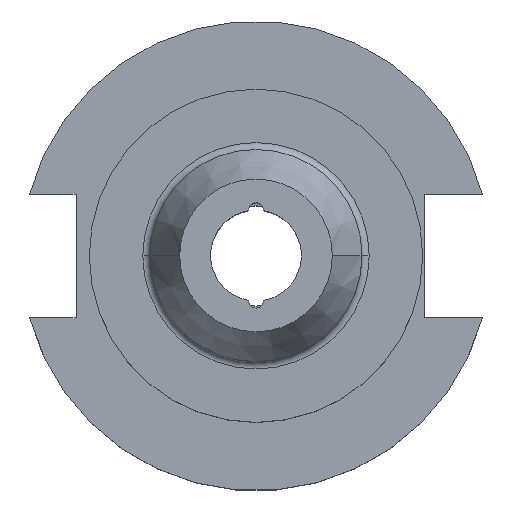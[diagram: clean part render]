
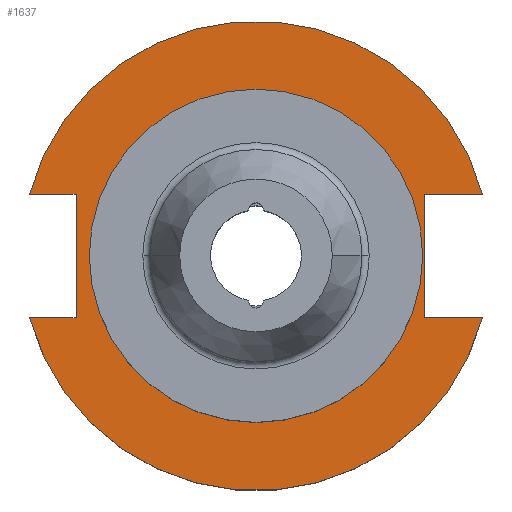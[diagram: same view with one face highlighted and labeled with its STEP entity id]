
A CAD part, top view. The second image highlights one B-rep face of the part: STEP entity #1637.
In plain terms, the highlighted planar face has unit normal (0, 0, 1).
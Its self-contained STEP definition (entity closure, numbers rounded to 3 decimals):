
#12 = DIRECTION ( 'NONE',  ( 1., 0., 0. ) ) ;
#15 = EDGE_CURVE ( 'NONE', #632, #977, #471, .T. ) ;
#55 = LINE ( 'NONE', #1304, #2017 ) ;
#57 = CARTESIAN_POINT ( 'NONE',  ( 35.306, 12.954, 19.05 ) ) ;
#71 = DIRECTION ( 'NONE',  ( 0., -1., 0. ) ) ;
#105 = CARTESIAN_POINT ( 'NONE',  ( -63.719, 12.954, 19.05 ) ) ;
#127 = CIRCLE ( 'NONE', #453, 34.925 ) ;
#129 = CIRCLE ( 'NONE', #838, 49.212 ) ;
#135 = ORIENTED_EDGE ( 'NONE', *, *, #211, .F. ) ;
#137 = CARTESIAN_POINT ( 'NONE',  ( 35.306, -12.954, 19.05 ) ) ;
#210 = AXIS2_PLACEMENT_3D ( 'NONE', #721, #455, #596 ) ;
#211 = EDGE_CURVE ( 'NONE', #1767, #1220, #1118, .T. ) ;
#256 = DIRECTION ( 'NONE',  ( 1., 0., 0. ) ) ;
#295 = CARTESIAN_POINT ( 'NONE',  ( 35.306, 12.954, 19.05 ) ) ;
#327 = DIRECTION ( 'NONE',  ( 0., 0., 1. ) ) ;
#336 = ORIENTED_EDGE ( 'NONE', *, *, #458, .T. ) ;
#363 = ORIENTED_EDGE ( 'NONE', *, *, #535, .F. ) ;
#371 = FACE_OUTER_BOUND ( 'NONE', #601, .T. ) ;
#412 = ORIENTED_EDGE ( 'NONE', *, *, #1824, .T. ) ;
#433 = CARTESIAN_POINT ( 'NONE',  ( 0., 0., 19.05 ) ) ;
#453 = AXIS2_PLACEMENT_3D ( 'NONE', #433, #1386, #256 ) ;
#455 = DIRECTION ( 'NONE',  ( 0., 0., 1. ) ) ;
#458 = EDGE_CURVE ( 'NONE', #2029, #1058, #129, .T. ) ;
#467 = LINE ( 'NONE', #137, #690 ) ;
#471 = LINE ( 'NONE', #105, #1396 ) ;
#474 = DIRECTION ( 'NONE',  ( 0., 0., 1. ) ) ;
#497 = DIRECTION ( 'NONE',  ( 0., 0., 1. ) ) ;
#509 = CARTESIAN_POINT ( 'NONE',  ( 35.306, -12.954, 19.05 ) ) ;
#527 = AXIS2_PLACEMENT_3D ( 'NONE', #1611, #474, #1297 ) ;
#535 = EDGE_CURVE ( 'NONE', #1030, #632, #55, .T. ) ;
#596 = DIRECTION ( 'NONE',  ( 1., 0., 0. ) ) ;
#601 = EDGE_LOOP ( 'NONE', ( #336, #607, #1780, #135, #412, #2067, #363, #714 ) ) ;
#607 = ORIENTED_EDGE ( 'NONE', *, *, #1724, .F. ) ;
#623 = DIRECTION ( 'NONE',  ( 1., 0., 0. ) ) ;
#631 = DIRECTION ( 'NONE',  ( 0., 1., 0. ) ) ;
#632 = VERTEX_POINT ( 'NONE', #1126 ) ;
#638 = VECTOR ( 'NONE', #1883, 1000. ) ;
#652 = CARTESIAN_POINT ( 'NONE',  ( 0., 0., 19.05 ) ) ;
#679 = CARTESIAN_POINT ( 'NONE',  ( -47.477, -12.954, 19.05 ) ) ;
#690 = VECTOR ( 'NONE', #1251, 1000. ) ;
#714 = ORIENTED_EDGE ( 'NONE', *, *, #1182, .F. ) ;
#721 = CARTESIAN_POINT ( 'NONE',  ( 0., 49.212, 19.05 ) ) ;
#838 = AXIS2_PLACEMENT_3D ( 'NONE', #652, #497, #623 ) ;
#840 = CARTESIAN_POINT ( 'NONE',  ( 47.477, -12.954, 19.05 ) ) ;
#871 = CARTESIAN_POINT ( 'NONE',  ( -47.477, 12.954, 19.05 ) ) ;
#878 = VERTEX_POINT ( 'NONE', #1200 ) ;
#907 = VECTOR ( 'NONE', #1277, 1000. ) ;
#961 = CARTESIAN_POINT ( 'NONE',  ( -63.719, -12.954, 19.05 ) ) ;
#977 = VERTEX_POINT ( 'NONE', #871 ) ;
#1006 = EDGE_CURVE ( 'NONE', #1827, #878, #127, .T. ) ;
#1030 = VERTEX_POINT ( 'NONE', #1887 ) ;
#1058 = VERTEX_POINT ( 'NONE', #840 ) ;
#1082 = VERTEX_POINT ( 'NONE', #509 ) ;
#1118 = LINE ( 'NONE', #295, #638 ) ;
#1125 = CARTESIAN_POINT ( 'NONE',  ( 34.925, 0., 19.05 ) ) ;
#1126 = CARTESIAN_POINT ( 'NONE',  ( -37.719, 12.954, 19.05 ) ) ;
#1136 = VECTOR ( 'NONE', #71, 1000. ) ;
#1182 = EDGE_CURVE ( 'NONE', #2029, #1030, #1585, .T. ) ;
#1200 = CARTESIAN_POINT ( 'NONE',  ( -34.925, 0., 19.05 ) ) ;
#1220 = VERTEX_POINT ( 'NONE', #1873 ) ;
#1251 = DIRECTION ( 'NONE',  ( 1., 0., 0. ) ) ;
#1260 = CIRCLE ( 'NONE', #1922, 34.925 ) ;
#1267 = FACE_BOUND ( 'NONE', #1664, .T. ) ;
#1277 = DIRECTION ( 'NONE',  ( 1., 0., 0. ) ) ;
#1297 = DIRECTION ( 'NONE',  ( 1., 0., 0. ) ) ;
#1304 = CARTESIAN_POINT ( 'NONE',  ( -37.719, 12.954, 19.05 ) ) ;
#1305 = CARTESIAN_POINT ( 'NONE',  ( 47.477, 12.954, 19.05 ) ) ;
#1386 = DIRECTION ( 'NONE',  ( 0., 0., 1. ) ) ;
#1396 = VECTOR ( 'NONE', #1705, 1000. ) ;
#1415 = PLANE ( 'NONE',  #210 ) ;
#1417 = EDGE_CURVE ( 'NONE', #878, #1827, #1260, .T. ) ;
#1431 = ORIENTED_EDGE ( 'NONE', *, *, #1006, .F. ) ;
#1585 = LINE ( 'NONE', #961, #907 ) ;
#1611 = CARTESIAN_POINT ( 'NONE',  ( 0., 0., 19.05 ) ) ;
#1637 = ADVANCED_FACE ( 'NONE', ( #1267, #371 ), #1415, .T. ) ;
#1664 = EDGE_LOOP ( 'NONE', ( #1431, #1837 ) ) ;
#1705 = DIRECTION ( 'NONE',  ( -1., 0., 0. ) ) ;
#1724 = EDGE_CURVE ( 'NONE', #1082, #1058, #467, .T. ) ;
#1759 = CIRCLE ( 'NONE', #527, 49.212 ) ;
#1767 = VERTEX_POINT ( 'NONE', #1305 ) ;
#1780 = ORIENTED_EDGE ( 'NONE', *, *, #2032, .F. ) ;
#1824 = EDGE_CURVE ( 'NONE', #1767, #977, #1759, .T. ) ;
#1827 = VERTEX_POINT ( 'NONE', #1125 ) ;
#1837 = ORIENTED_EDGE ( 'NONE', *, *, #1417, .F. ) ;
#1868 = LINE ( 'NONE', #57, #1136 ) ;
#1873 = CARTESIAN_POINT ( 'NONE',  ( 35.306, 12.954, 19.05 ) ) ;
#1883 = DIRECTION ( 'NONE',  ( -1., 0., 0. ) ) ;
#1887 = CARTESIAN_POINT ( 'NONE',  ( -37.719, -12.954, 19.05 ) ) ;
#1891 = CARTESIAN_POINT ( 'NONE',  ( 0., 0., 19.05 ) ) ;
#1922 = AXIS2_PLACEMENT_3D ( 'NONE', #1891, #327, #12 ) ;
#2017 = VECTOR ( 'NONE', #631, 1000. ) ;
#2029 = VERTEX_POINT ( 'NONE', #679 ) ;
#2032 = EDGE_CURVE ( 'NONE', #1220, #1082, #1868, .T. ) ;
#2067 = ORIENTED_EDGE ( 'NONE', *, *, #15, .F. ) ;
